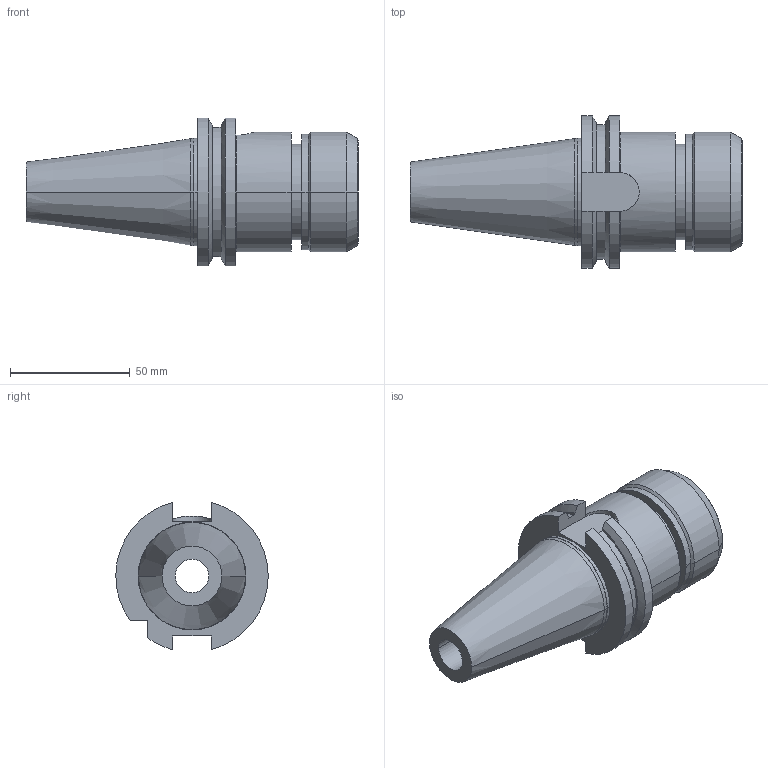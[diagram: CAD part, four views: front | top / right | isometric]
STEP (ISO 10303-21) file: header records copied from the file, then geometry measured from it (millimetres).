
FILE_DESCRIPTION((''),'2;1');
FILE_NAME('8270012079','2021-02-09T09:15:49',('thiemer'),(''),'CREO PARAMETRIC BY PTC INC, 2020053','CREO PARAMETRIC BY PTC INC, 2020053','');
FILE_SCHEMA(('AP242_MANAGED_MODEL_BASED_3D_ENGINEERING_MIM_LF { 1 0 10303 442 1 1 4 }'));
Length unit declared in the file: millimetre
Products named in the file (1): 8270012079
Bounding box: 138.4 x 63.54 x 61.48 mm (x, y, z)
Volume: 153048.5 mm3; surface area: 35643.4 mm2
Topology: 1 solids, 1 shells, 76 faces, 196 edges, 131 vertices
Faces by surface type: cylinder 28, plane 26, cone 18, torus 4
Entity records: 3481 total; most frequent: CARTESIAN_POINT 508, DIRECTION 464, ORIENTED_EDGE 366, PRESENTATION_STYLE_ASSIGNMENT 211, STYLED_ITEM 211, CURVE_STYLE 210, EDGE_CURVE 183, AXIS2_PLACEMENT_3D 181
